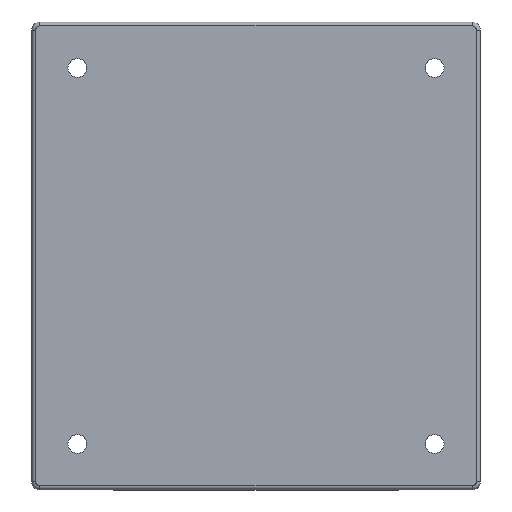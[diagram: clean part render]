
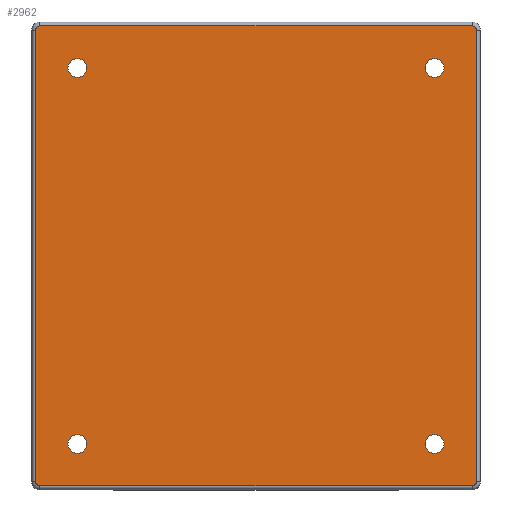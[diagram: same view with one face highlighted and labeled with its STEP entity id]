
A CAD part, top view. The second image highlights one B-rep face of the part: STEP entity #2962.
In plain terms, the highlighted planar face has unit normal (0, 0, 1).
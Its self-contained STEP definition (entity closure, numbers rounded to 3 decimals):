
#142=CIRCLE('',#3127,1.269);
#143=CIRCLE('',#3129,1.269);
#146=CIRCLE('',#3135,0.575);
#158=CIRCLE('',#3156,0.575);
#164=CIRCLE('',#3165,1.269);
#165=CIRCLE('',#3166,1.269);
#166=CIRCLE('',#3167,0.575);
#167=CIRCLE('',#3168,0.575);
#464=ORIENTED_EDGE('',*,*,#873,.T.);
#465=ORIENTED_EDGE('',*,*,#837,.T.);
#466=ORIENTED_EDGE('',*,*,#836,.T.);
#467=ORIENTED_EDGE('',*,*,#874,.T.);
#468=ORIENTED_EDGE('',*,*,#875,.T.);
#469=ORIENTED_EDGE('',*,*,#876,.T.);
#470=ORIENTED_EDGE('',*,*,#840,.T.);
#471=ORIENTED_EDGE('',*,*,#833,.T.);
#472=ORIENTED_EDGE('',*,*,#864,.T.);
#473=ORIENTED_EDGE('',*,*,#877,.T.);
#474=ORIENTED_EDGE('',*,*,#878,.T.);
#475=ORIENTED_EDGE('',*,*,#879,.T.);
#833=EDGE_CURVE('',#1062,#1061,#1230,.F.);
#836=EDGE_CURVE('',#1064,#1064,#142,.T.);
#837=EDGE_CURVE('',#1065,#1065,#143,.T.);
#840=EDGE_CURVE('',#1068,#1062,#146,.F.);
#864=EDGE_CURVE('',#1061,#1084,#158,.F.);
#873=EDGE_CURVE('',#1088,#1088,#164,.T.);
#874=EDGE_CURVE('',#1089,#1089,#165,.T.);
#875=EDGE_CURVE('',#1090,#1091,#166,.F.);
#876=EDGE_CURVE('',#1091,#1068,#1239,.F.);
#877=EDGE_CURVE('',#1084,#1092,#1240,.F.);
#878=EDGE_CURVE('',#1092,#1093,#167,.F.);
#879=EDGE_CURVE('',#1093,#1090,#1241,.F.);
#1061=VERTEX_POINT('',#4172);
#1062=VERTEX_POINT('',#4174);
#1064=VERTEX_POINT('',#4180);
#1065=VERTEX_POINT('',#4183);
#1068=VERTEX_POINT('',#4192);
#1084=VERTEX_POINT('',#4273);
#1088=VERTEX_POINT('',#4325);
#1089=VERTEX_POINT('',#4327);
#1090=VERTEX_POINT('',#4329);
#1091=VERTEX_POINT('',#4330);
#1092=VERTEX_POINT('',#4333);
#1093=VERTEX_POINT('',#4335);
#1230=LINE('',#4173,#1352);
#1239=LINE('',#4331,#1361);
#1240=LINE('',#4332,#1362);
#1241=LINE('',#4336,#1363);
#1352=VECTOR('',#3549,1000.);
#1361=VECTOR('',#3644,1000.);
#1362=VECTOR('',#3645,1000.);
#1363=VECTOR('',#3648,1000.);
#1508=EDGE_LOOP('',(#464));
#1509=EDGE_LOOP('',(#465));
#1510=EDGE_LOOP('',(#466));
#1511=EDGE_LOOP('',(#467));
#1512=EDGE_LOOP('',(#468,#469,#470,#471,#472,#473,#474,#475));
#1722=FACE_BOUND('',#1508,.T.);
#1723=FACE_BOUND('',#1509,.T.);
#1724=FACE_BOUND('',#1510,.T.);
#1725=FACE_BOUND('',#1511,.T.);
#1726=FACE_BOUND('',#1512,.T.);
#1876=PLANE('',#3164);
#2962=ADVANCED_FACE('',(#1722,#1723,#1724,#1725,#1726),#1876,.F.);
#3127=AXIS2_PLACEMENT_3D('',#4179,#3555,#3556);
#3129=AXIS2_PLACEMENT_3D('',#4182,#3559,#3560);
#3135=AXIS2_PLACEMENT_3D('',#4191,#3571,#3572);
#3156=AXIS2_PLACEMENT_3D('',#4274,#3620,#3621);
#3164=AXIS2_PLACEMENT_3D('',#4323,#3636,#3637);
#3165=AXIS2_PLACEMENT_3D('',#4324,#3638,#3639);
#3166=AXIS2_PLACEMENT_3D('',#4326,#3640,#3641);
#3167=AXIS2_PLACEMENT_3D('',#4328,#3642,#3643);
#3168=AXIS2_PLACEMENT_3D('',#4334,#3646,#3647);
#3549=DIRECTION('',(0.,1.,0.));
#3555=DIRECTION('',(0.,0.,-1.));
#3556=DIRECTION('',(-1.,0.,0.));
#3559=DIRECTION('',(0.,0.,-1.));
#3560=DIRECTION('',(-1.,0.,0.));
#3571=DIRECTION('',(0.,0.,-1.));
#3572=DIRECTION('',(-1.,0.,0.));
#3620=DIRECTION('',(0.,0.,-1.));
#3621=DIRECTION('',(-1.,0.,0.));
#3636=DIRECTION('',(0.,0.,-1.));
#3637=DIRECTION('',(-1.,0.,0.));
#3638=DIRECTION('',(0.,0.,-1.));
#3639=DIRECTION('',(-1.,0.,0.));
#3640=DIRECTION('',(0.,0.,-1.));
#3641=DIRECTION('',(-1.,0.,0.));
#3642=DIRECTION('',(0.,0.,-1.));
#3643=DIRECTION('',(-1.,0.,0.));
#3644=DIRECTION('',(1.,0.,0.));
#3645=DIRECTION('',(-1.,0.,0.));
#3646=DIRECTION('',(0.,0.,-1.));
#3647=DIRECTION('',(-1.,0.,0.));
#3648=DIRECTION('',(0.,-1.,0.));
#4172=CARTESIAN_POINT('',(-29.775,-30.5,13.));
#4173=CARTESIAN_POINT('',(-29.775,-30.5,13.));
#4174=CARTESIAN_POINT('',(-29.775,30.5,13.));
#4179=CARTESIAN_POINT('',(-24.13,25.4,13.));
#4180=CARTESIAN_POINT('',(-25.399,25.4,13.));
#4182=CARTESIAN_POINT('',(-24.13,-25.4,13.));
#4183=CARTESIAN_POINT('',(-25.399,-25.4,13.));
#4191=CARTESIAN_POINT('',(-29.2,30.5,13.));
#4192=CARTESIAN_POINT('',(-29.2,31.075,13.));
#4273=CARTESIAN_POINT('',(-29.2,-31.075,13.));
#4274=CARTESIAN_POINT('',(-29.2,-30.5,13.));
#4323=CARTESIAN_POINT('',(-29.2,-30.5,13.));
#4324=CARTESIAN_POINT('',(24.13,-25.4,13.));
#4325=CARTESIAN_POINT('',(22.861,-25.4,13.));
#4326=CARTESIAN_POINT('',(24.13,25.4,13.));
#4327=CARTESIAN_POINT('',(22.861,25.4,13.));
#4328=CARTESIAN_POINT('',(29.2,30.5,13.));
#4329=CARTESIAN_POINT('',(29.775,30.5,13.));
#4330=CARTESIAN_POINT('',(29.2,31.075,13.));
#4331=CARTESIAN_POINT('',(-29.2,31.075,13.));
#4332=CARTESIAN_POINT('',(29.2,-31.075,13.));
#4333=CARTESIAN_POINT('',(29.2,-31.075,13.));
#4334=CARTESIAN_POINT('',(29.2,-30.5,13.));
#4335=CARTESIAN_POINT('',(29.775,-30.5,13.));
#4336=CARTESIAN_POINT('',(29.775,30.5,13.));
